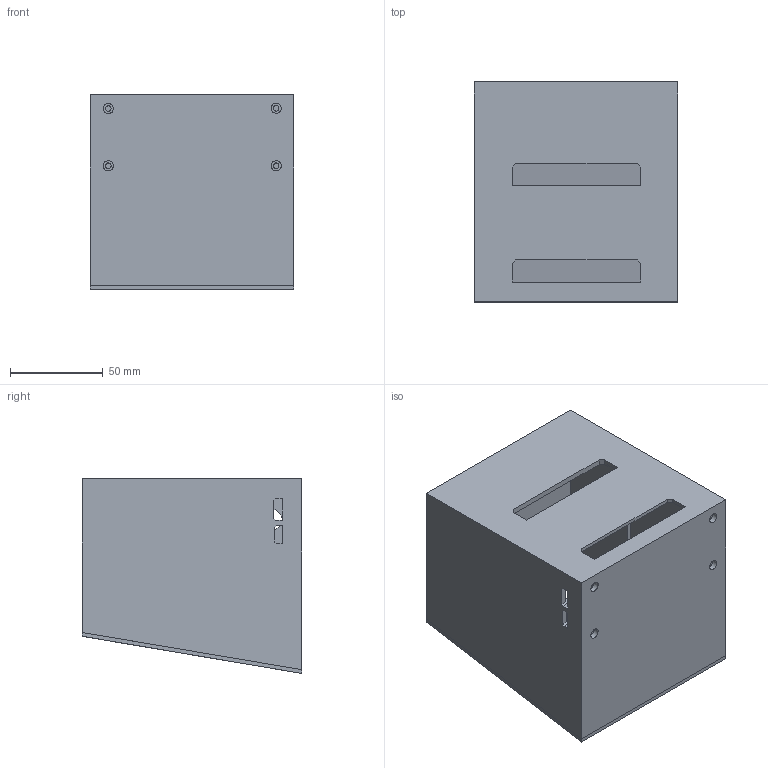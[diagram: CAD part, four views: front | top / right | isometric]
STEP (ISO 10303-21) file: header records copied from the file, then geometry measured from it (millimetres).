
FILE_DESCRIPTION( ('This file contains a STEP AP42 implementation' ,'as created by ZW3D STEP Interface translator.') ,'2;1' );
FILE_NAME( '恅璃002.stp' ,'22 512.215447', (''), ('ZWCAD Software Co.'), 'Version 1.0', 'ZW3D to STEP translator', '' );
FILE_SCHEMA( ('CONFIG_CONTROL_DESIGN') );
Length unit declared in the file: millimetre
Products named in the file (4): 0; 錨璃003; 錨璃002; 錨璃001
Assembly tree (2 placements, depth 2):
  0
  錨璃003
    錨璃002
    錨璃001
Bounding box: 110 x 118.51 x 105.03 mm (x, y, z)
Volume: 225184.9 mm3; surface area: 132744.4 mm2
Topology: 2 solids, 2 shells, 92 faces, 267 edges, 197 vertices
Faces by surface type: bspline 92
Entity records: 3383 total; most frequent: CARTESIAN_POINT 1679, ORIENTED_EDGE 478, EDGE_CURVE 239, B_SPLINE_CURVE_WITH_KNOTS 197, VERTEX_POINT 159, EDGE_LOOP 140, FACE_OUTER_BOUND 92, ADVANCED_FACE 92
